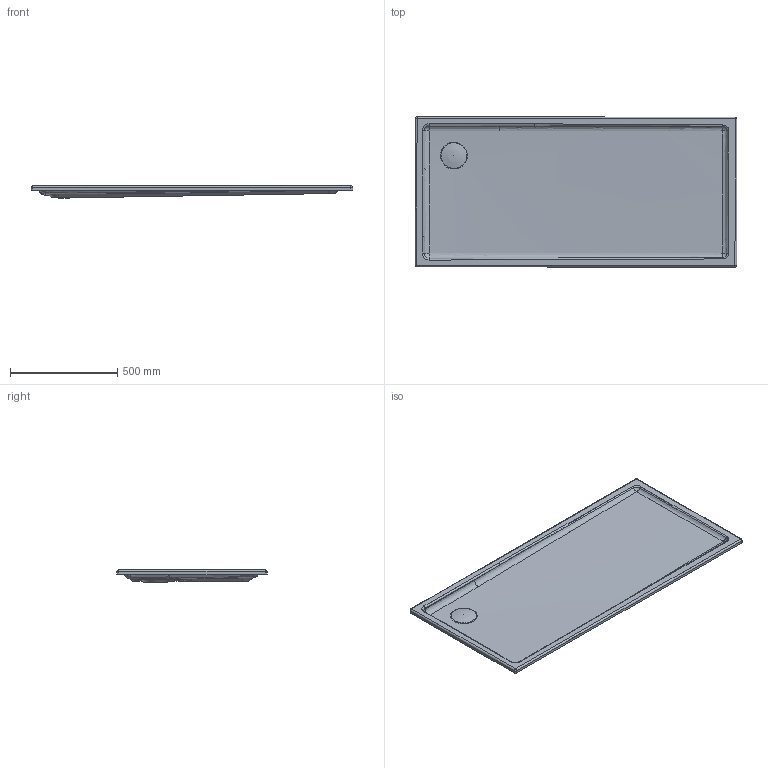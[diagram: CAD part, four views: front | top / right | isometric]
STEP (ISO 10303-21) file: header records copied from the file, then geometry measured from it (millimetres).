
FILE_DESCRIPTION((''),'2;1');
FILE_NAME('720127.stp','2013-06-27T20:27:17',('Administrator'),(''),'Autodesk Inventor 2011','Autodesk Inventor 2011','');
FILE_SCHEMA(('CONFIG_CONTROL_DESIGN'));
Length unit declared in the file: millimetre
Products named in the file (3): 720127; Stopfen_120
Assembly tree (2 placements, depth 2):
  720127
    720127
    Stopfen_120
Bounding box: 1500.25 x 700.55 x 57 mm (x, y, z)
Volume: 15217798.7 mm3; surface area: 2385850.9 mm2
Topology: 2 solids, 2 shells, 120 faces, 291 edges, 176 vertices
Faces by surface type: plane 35, bspline 28, cylinder 26, sphere 16, torus 9, cone 6
Full cylindrical faces by diameter (mm): 46.019 x1, 59.187 x1, 72.614 x1, 90 x1
Entity records: 8379 total; most frequent: CARTESIAN_POINT 5672, ORIENTED_EDGE 536, DIRECTION 485, EDGE_CURVE 268, AXIS2_PLACEMENT_3D 198, VERTEX_POINT 165, EDGE_LOOP 135, FACE_OUTER_BOUND 120
